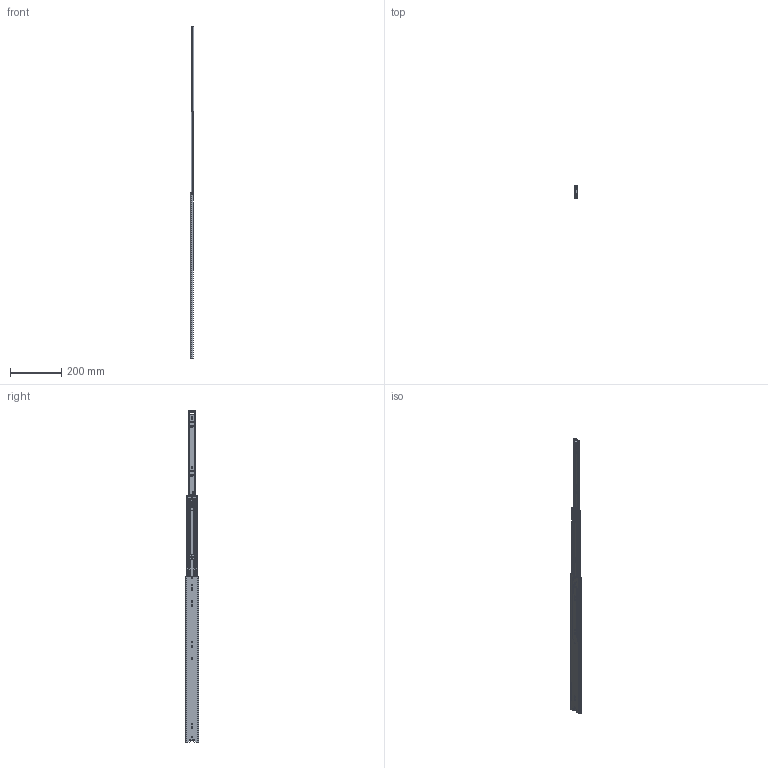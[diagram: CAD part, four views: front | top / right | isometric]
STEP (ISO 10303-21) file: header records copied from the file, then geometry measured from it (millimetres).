
FILE_DESCRIPTION (( 'STEP AP214' ), '1' );
FILE_NAME ('FR_5052.0650mm_0026inch_open.STEP', '2022-10-12T05:05:33', ( '' ), ( '' ), 'SwSTEP 2.0', 'SolidWorks 2020', '' );
FILE_SCHEMA (( 'AUTOMOTIVE_DESIGN' ));
Length unit declared in the file: millimetre
Products named in the file (12): FR 5052 DETENT; 5052.XXX-02.T005_NL  650; 5052.XXX-01.T005_NL  650; FR 5052 MIDDLE RIVET; 5052.XXX-03.T005_NL  650; FR 5052 TRIGGER RIVET; FR_5052.0650mm_0026inch_open; FR5052 MIDDLE STOP; FR5052 TRIGGER
Assembly tree (11 placements, depth 3):
  FR_5052.0650mm_0026inch_open
    5052.XXX-01.T005_NL  650
      5052.XXX-01.T005_NL  650
      FR 5052 DETENT
    5052.XXX-03.T005_NL  650
      5052.XXX-03.T005_NL  650
      FR5052 TRIGGER
      FR 5052 TRIGGER RIVET
    5052.XXX-02.T005_NL  650
      5052.XXX-02.T005_NL  650
      FR5052 MIDDLE STOP
      FR 5052 MIDDLE RIVET
Bounding box: 12.9 x 51.89 x 1300 mm (x, y, z)
Volume: 188298 mm3; surface area: 233068.5 mm2
Topology: 8 solids, 8 shells, 902 faces, 2394 edges, 1491 vertices
Faces by surface type: cylinder 423, plane 397, bspline 32, torus 30, cone 18, sphere 2
Entity records: 30664 total; most frequent: CARTESIAN_POINT 7889, ORIENTED_EDGE 4782, DIRECTION 4647, EDGE_CURVE 2391, AXIS2_PLACEMENT_3D 1687, VERTEX_POINT 1492, VECTOR 1273, LINE 1273
